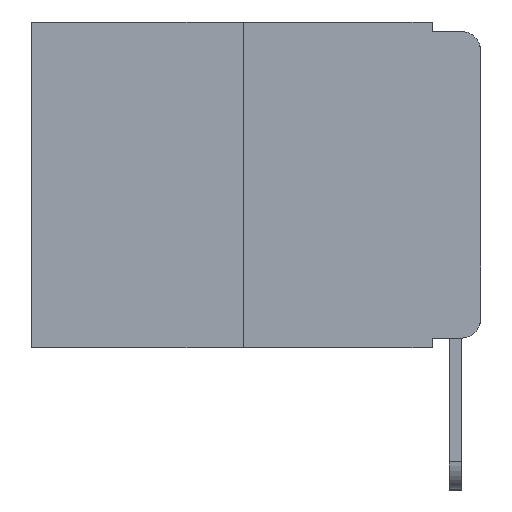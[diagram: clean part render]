
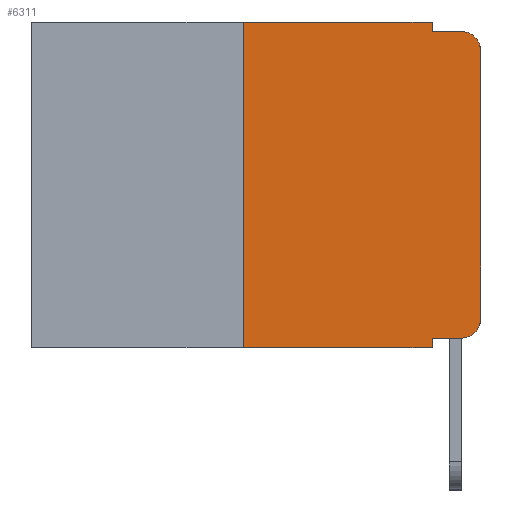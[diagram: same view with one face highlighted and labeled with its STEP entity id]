
A CAD part, left-side view. The second image highlights one B-rep face of the part: STEP entity #6311.
In plain terms, the highlighted planar face has unit normal (-1, 0, 0).
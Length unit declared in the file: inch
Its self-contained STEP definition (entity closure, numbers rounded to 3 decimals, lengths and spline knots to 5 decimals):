
#106 = DIRECTION ( 'NONE',  ( -1., 0., 0. ) ) ;
#307 = PLANE ( 'NONE',  #6670 ) ;
#346 = ORIENTED_EDGE ( 'NONE', *, *, #12067, .F. ) ;
#840 = VERTEX_POINT ( 'NONE', #13358 ) ;
#1037 = ORIENTED_EDGE ( 'NONE', *, *, #1682, .F. ) ;
#1051 = VERTEX_POINT ( 'NONE', #9218 ) ;
#1075 = ORIENTED_EDGE ( 'NONE', *, *, #11134, .T. ) ;
#1209 = ORIENTED_EDGE ( 'NONE', *, *, #9065, .F. ) ;
#1402 = ORIENTED_EDGE ( 'NONE', *, *, #8810, .T. ) ;
#1682 = EDGE_CURVE ( 'NONE', #5260, #5758, #9631, .T. ) ;
#1732 = VECTOR ( 'NONE', #8493, 39.37008 ) ;
#1776 = ORIENTED_EDGE ( 'NONE', *, *, #7564, .T. ) ;
#1794 = CARTESIAN_POINT ( 'NONE',  ( 0., 0., 0. ) ) ;
#1972 = VECTOR ( 'NONE', #5160, 39.37008 ) ;
#2183 = VERTEX_POINT ( 'NONE', #13093 ) ;
#2298 = DIRECTION ( 'NONE',  ( 0., -1., 0. ) ) ;
#2507 = EDGE_CURVE ( 'NONE', #5758, #5151, #12511, .T. ) ;
#2533 = VECTOR ( 'NONE', #13422, 39.37008 ) ;
#2785 = ORIENTED_EDGE ( 'NONE', *, *, #2507, .F. ) ;
#2829 = DIRECTION ( 'NONE',  ( 0., 0., -1. ) ) ;
#2913 = VERTEX_POINT ( 'NONE', #7427 ) ;
#3166 = DIRECTION ( 'NONE',  ( -1., 0., 0. ) ) ;
#3565 = AXIS2_PLACEMENT_3D ( 'NONE', #9449, #3166, #10399 ) ;
#3640 = EDGE_CURVE ( 'NONE', #9093, #5151, #7598, .T. ) ;
#3904 = CARTESIAN_POINT ( 'NONE',  ( 0., 0.051, -0.01 ) ) ;
#4444 = CARTESIAN_POINT ( 'NONE',  ( 0., 0., -0.03 ) ) ;
#4571 = EDGE_CURVE ( 'NONE', #13648, #9093, #6250, .T. ) ;
#4629 = CARTESIAN_POINT ( 'NONE',  ( 0., 0.051, -0.01 ) ) ;
#4740 = DIRECTION ( 'NONE',  ( 0., -1., 0. ) ) ;
#5151 = VERTEX_POINT ( 'NONE', #6020 ) ;
#5160 = DIRECTION ( 'NONE',  ( 0., -1., 0. ) ) ;
#5260 = VERTEX_POINT ( 'NONE', #6223 ) ;
#5317 = FACE_OUTER_BOUND ( 'NONE', #9004, .T. ) ;
#5758 = VERTEX_POINT ( 'NONE', #3904 ) ;
#6020 = CARTESIAN_POINT ( 'NONE',  ( 0., 0.02, -0.01 ) ) ;
#6223 = CARTESIAN_POINT ( 'NONE',  ( 0., 0.051, 0. ) ) ;
#6250 = LINE ( 'NONE', #1794, #8616 ) ;
#6311 = ADVANCED_FACE ( 'NONE', ( #5317 ), #307, .F. ) ;
#6670 = AXIS2_PLACEMENT_3D ( 'NONE', #12057, #9173, #2829 ) ;
#6794 = CARTESIAN_POINT ( 'NONE',  ( 0., 0.051, 0. ) ) ;
#6975 = CARTESIAN_POINT ( 'NONE',  ( 0., 0.25, 0. ) ) ;
#7126 = ORIENTED_EDGE ( 'NONE', *, *, #9028, .F. ) ;
#7352 = AXIS2_PLACEMENT_3D ( 'NONE', #8706, #106, #7492 ) ;
#7427 = CARTESIAN_POINT ( 'NONE',  ( 0., 0.051, -0.343 ) ) ;
#7492 = DIRECTION ( 'NONE',  ( 0., 0., -1. ) ) ;
#7564 = EDGE_CURVE ( 'NONE', #840, #13648, #9248, .T. ) ;
#7598 = CIRCLE ( 'NONE', #7352, 0.02 ) ;
#7644 = VECTOR ( 'NONE', #4740, 39.37008 ) ;
#7654 = VECTOR ( 'NONE', #8023, 39.37008 ) ;
#7665 = VERTEX_POINT ( 'NONE', #11483 ) ;
#7998 = LINE ( 'NONE', #12477, #2533 ) ;
#8023 = DIRECTION ( 'NONE',  ( 0., 0., 1. ) ) ;
#8493 = DIRECTION ( 'NONE',  ( 0., 0., -1. ) ) ;
#8616 = VECTOR ( 'NONE', #10296, 39.37008 ) ;
#8706 = CARTESIAN_POINT ( 'NONE',  ( 0., 0.02, -0.03 ) ) ;
#8810 = EDGE_CURVE ( 'NONE', #1051, #840, #10414, .T. ) ;
#9004 = EDGE_LOOP ( 'NONE', ( #10914, #12144, #2785, #1037, #7126, #346, #1075, #1209, #1402, #1776 ) ) ;
#9028 = EDGE_CURVE ( 'NONE', #2183, #5260, #11189, .T. ) ;
#9065 = EDGE_CURVE ( 'NONE', #1051, #2913, #7998, .T. ) ;
#9093 = VERTEX_POINT ( 'NONE', #4444 ) ;
#9173 = DIRECTION ( 'NONE',  ( 1., 0., 0. ) ) ;
#9218 = CARTESIAN_POINT ( 'NONE',  ( 0., 0.051, -0.333 ) ) ;
#9248 = CIRCLE ( 'NONE', #3565, 0.02 ) ;
#9449 = CARTESIAN_POINT ( 'NONE',  ( 0., 0.02, -0.313 ) ) ;
#9508 = CARTESIAN_POINT ( 'NONE',  ( 0., 0.473, 0. ) ) ;
#9631 = LINE ( 'NONE', #6794, #1732 ) ;
#10296 = DIRECTION ( 'NONE',  ( 0., 0., 1. ) ) ;
#10399 = DIRECTION ( 'NONE',  ( 0., 0., -1. ) ) ;
#10414 = LINE ( 'NONE', #11204, #1972 ) ;
#10454 = DIRECTION ( 'NONE',  ( 0., -1., 0. ) ) ;
#10711 = CARTESIAN_POINT ( 'NONE',  ( 0., 0.473, -0.343 ) ) ;
#10883 = VECTOR ( 'NONE', #10454, 39.37008 ) ;
#10914 = ORIENTED_EDGE ( 'NONE', *, *, #4571, .T. ) ;
#11134 = EDGE_CURVE ( 'NONE', #7665, #2913, #11607, .T. ) ;
#11189 = LINE ( 'NONE', #9508, #10883 ) ;
#11204 = CARTESIAN_POINT ( 'NONE',  ( 0., 0.051, -0.333 ) ) ;
#11310 = VECTOR ( 'NONE', #2298, 39.37008 ) ;
#11400 = CARTESIAN_POINT ( 'NONE',  ( 0., 0., -0.313 ) ) ;
#11483 = CARTESIAN_POINT ( 'NONE',  ( 0., 0.25, -0.343 ) ) ;
#11607 = LINE ( 'NONE', #10711, #11310 ) ;
#12057 = CARTESIAN_POINT ( 'NONE',  ( 0., 0.473, 0. ) ) ;
#12067 = EDGE_CURVE ( 'NONE', #7665, #2183, #13111, .T. ) ;
#12144 = ORIENTED_EDGE ( 'NONE', *, *, #3640, .T. ) ;
#12477 = CARTESIAN_POINT ( 'NONE',  ( 0., 0.051, 0. ) ) ;
#12511 = LINE ( 'NONE', #4629, #7644 ) ;
#13093 = CARTESIAN_POINT ( 'NONE',  ( 0., 0.25, 0. ) ) ;
#13111 = LINE ( 'NONE', #6975, #7654 ) ;
#13358 = CARTESIAN_POINT ( 'NONE',  ( 0., 0.02, -0.333 ) ) ;
#13422 = DIRECTION ( 'NONE',  ( 0., 0., -1. ) ) ;
#13648 = VERTEX_POINT ( 'NONE', #11400 ) ;
